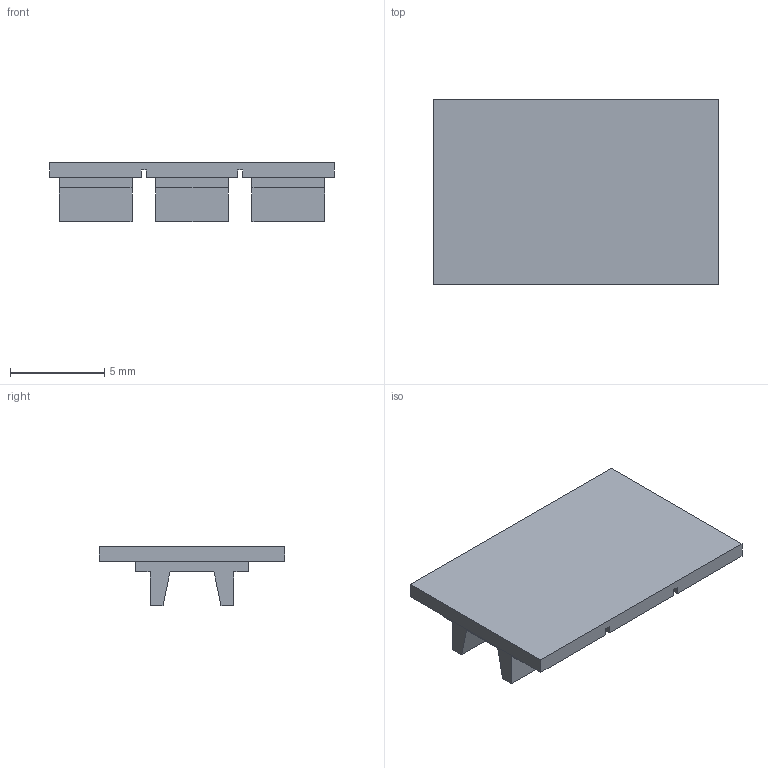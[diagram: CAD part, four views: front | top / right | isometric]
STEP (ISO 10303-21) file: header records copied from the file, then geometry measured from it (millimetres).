
FILE_DESCRIPTION(('CATIA V5R19 STEP'),'2;1');
FILE_NAME ('D1457554_0_1854090000_1854090000.stp','2015-01-21T13:06:14+00:00',('none'),('Weidmueller'),'CATIA Version 5 Release 20 SP 5 (IN-10)','CATIA V5 STEP AP214','none');
FILE_SCHEMA(('AUTOMOTIVE_DESIGN { 1 0 10303 214 1 1 1 1 }'));
Length unit declared in the file: millimetre
Products named in the file (1): WS 10/15
Bounding box: 15.05 x 9.8 x 3.14 mm (x, y, z)
Volume: 189.9 mm3; surface area: 475.9 mm2
Topology: 1 solids, 1 shells, 53 faces, 148 edges, 100 vertices
Faces by surface type: plane 53
Entity records: 1557 total; most frequent: ORIENTED_EDGE 296, CARTESIAN_POINT 274, DIRECTION 198, VECTOR 148, EDGE_CURVE 148, LINE 148, VERTEX_POINT 100, EDGE_LOOP 56
